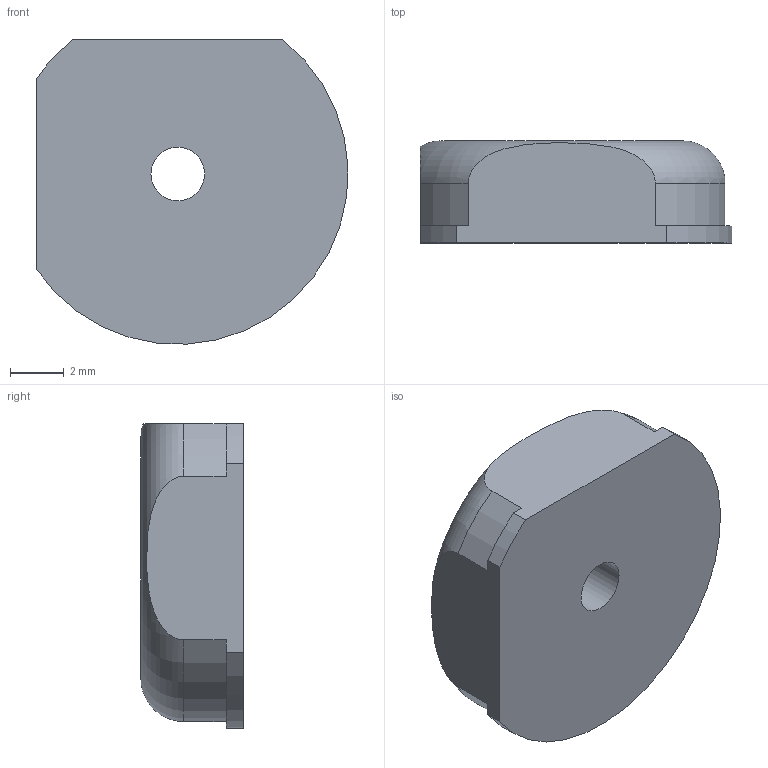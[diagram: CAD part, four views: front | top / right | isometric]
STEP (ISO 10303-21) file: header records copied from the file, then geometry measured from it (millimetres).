
FILE_DESCRIPTION(/* description */ (''),/* implementation_level */ '2;1');
FILE_NAME(/* name */ 'Iso_mount_D_v5.step',/* time_stamp */ '2023-01-28T13:14:22-08:00',/* author */ (''),/* organization */ (''),/* preprocessor_version */ 'ST-DEVELOPER v19.2',/* originating_system */ 'Autodesk Translation Framework v11.17.0.187',/* authorisation */ '');
FILE_SCHEMA (('AUTOMOTIVE_DESIGN { 1 0 10303 214 3 1 1 }'));
Length unit declared in the file: millimetre
Products named in the file (2): Iso_mount_D; 95495K678_Adhesive-Back Bumpers
Assembly tree (1 placements, depth 2):
  Iso_mount_D
    95495K678_Adhesive-Back Bumpers
Bounding box: 11.63 x 3.81 x 11.34 mm (x, y, z)
Volume: 372.8 mm3; surface area: 376.6 mm2
Topology: 1 solids, 1 shells, 14 faces, 34 edges, 23 vertices
Faces by surface type: plane 6, cylinder 5, torus 2, sphere 1
Full cylindrical faces by diameter (mm): 2 x1
Entity records: 516 total; most frequent: CARTESIAN_POINT 110, DIRECTION 81, ORIENTED_EDGE 68, EDGE_CURVE 34, AXIS2_PLACEMENT_3D 33, VERTEX_POINT 23, EDGE_LOOP 17, CIRCLE 16
